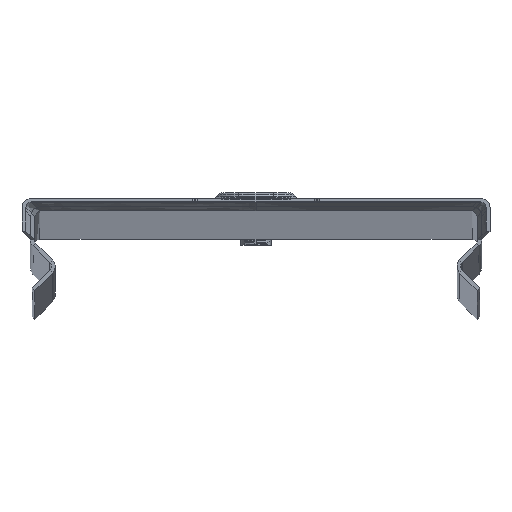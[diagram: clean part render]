
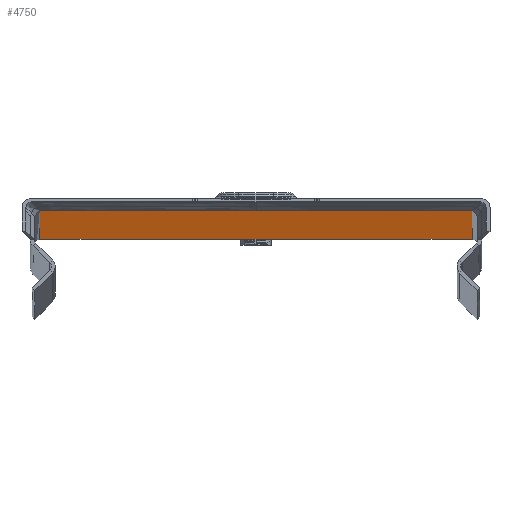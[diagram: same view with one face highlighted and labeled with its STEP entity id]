
A CAD part, top view. The second image highlights one B-rep face of the part: STEP entity #4750.
In plain terms, the highlighted planar face has unit normal (0, -1, 0).
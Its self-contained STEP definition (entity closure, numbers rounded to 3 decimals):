
#51 = EDGE_CURVE ( 'NONE', #4504, #296, #4334, .T. ) ;
#247 = DIRECTION ( 'NONE',  ( 0., 0., -1. ) ) ;
#296 = VERTEX_POINT ( 'NONE', #2956 ) ;
#334 = CARTESIAN_POINT ( 'NONE',  ( 40., 0., -2968.5 ) ) ;
#391 = CARTESIAN_POINT ( 'NONE',  ( 40., 0., -2969. ) ) ;
#505 = EDGE_CURVE ( 'NONE', #2034, #4683, #2673, .T. ) ;
#529 = VERTEX_POINT ( 'NONE', #1932 ) ;
#587 = EDGE_LOOP ( 'NONE', ( #4051, #7778, #7641, #2598, #5399, #5292, #1431, #3356, #2225, #5541, #6503, #3501, #7596 ) ) ;
#636 = LINE ( 'NONE', #2478, #2173 ) ;
#676 = CARTESIAN_POINT ( 'NONE',  ( 10.5, 0., -2969. ) ) ;
#747 = CARTESIAN_POINT ( 'NONE',  ( 40., 0., 0. ) ) ;
#779 = CARTESIAN_POINT ( 'NONE',  ( 39., 0., -2969. ) ) ;
#782 = EDGE_CURVE ( 'NONE', #2513, #5830, #1351, .T. ) ;
#783 = CARTESIAN_POINT ( 'NONE',  ( 11.414, 0., -2968.5 ) ) ;
#837 = CARTESIAN_POINT ( 'NONE',  ( -39., 0., 0. ) ) ;
#839 = DIRECTION ( 'NONE',  ( 1., 0., 0. ) ) ;
#1082 = ORIENTED_EDGE ( 'NONE', *, *, #7979, .T. ) ;
#1087 = VERTEX_POINT ( 'NONE', #6324 ) ;
#1113 = LINE ( 'NONE', #391, #5563 ) ;
#1134 = CIRCLE ( 'NONE', #2002, 0.5 ) ;
#1220 = LINE ( 'NONE', #4409, #5575 ) ;
#1351 = CIRCLE ( 'NONE', #5024, 0.5 ) ;
#1421 = DIRECTION ( 'NONE',  ( 0., 0., 1. ) ) ;
#1431 = ORIENTED_EDGE ( 'NONE', *, *, #5028, .F. ) ;
#1461 = CARTESIAN_POINT ( 'NONE',  ( -11.061, 0., -2968.854 ) ) ;
#1466 = CARTESIAN_POINT ( 'NONE',  ( 40., 0., -2969. ) ) ;
#1626 = CARTESIAN_POINT ( 'NONE',  ( -39., 0., 0. ) ) ;
#1658 = DIRECTION ( 'NONE',  ( 0., 1., 0. ) ) ;
#1787 = EDGE_CURVE ( 'NONE', #5830, #4504, #1220, .T. ) ;
#1903 = DIRECTION ( 'NONE',  ( 0., 1., 0. ) ) ;
#1932 = CARTESIAN_POINT ( 'NONE',  ( -39., 0., -2969. ) ) ;
#1958 = CARTESIAN_POINT ( 'NONE',  ( 0., 0., -2955. ) ) ;
#2002 = AXIS2_PLACEMENT_3D ( 'NONE', #6579, #3172, #2306 ) ;
#2032 = ORIENTED_EDGE ( 'NONE', *, *, #5235, .T. ) ;
#2034 = VERTEX_POINT ( 'NONE', #6420 ) ;
#2151 = CARTESIAN_POINT ( 'NONE',  ( 39., 0., 0. ) ) ;
#2163 = CARTESIAN_POINT ( 'NONE',  ( -39., 0., -2969. ) ) ;
#2173 = VECTOR ( 'NONE', #4104, 1000. ) ;
#2187 = DIRECTION ( 'NONE',  ( 0., 0., -1. ) ) ;
#2225 = ORIENTED_EDGE ( 'NONE', *, *, #5772, .T. ) ;
#2306 = DIRECTION ( 'NONE',  ( 0., 0., -1. ) ) ;
#2416 = VERTEX_POINT ( 'NONE', #5807 ) ;
#2467 = CARTESIAN_POINT ( 'NONE',  ( -10.5, 0., -2969. ) ) ;
#2478 = CARTESIAN_POINT ( 'NONE',  ( -11.207, 0., -2969. ) ) ;
#2513 = VERTEX_POINT ( 'NONE', #4696 ) ;
#2554 = DIRECTION ( 'NONE',  ( 0.707, 0., -0.707 ) ) ;
#2570 = DIRECTION ( 'NONE',  ( -1., 0., 0. ) ) ;
#2598 = ORIENTED_EDGE ( 'NONE', *, *, #7253, .T. ) ;
#2618 = DIRECTION ( 'NONE',  ( 1., 0., 0. ) ) ;
#2665 = AXIS2_PLACEMENT_3D ( 'NONE', #6535, #6508, #247 ) ;
#2673 = CIRCLE ( 'NONE', #4636, 0.5 ) ;
#2696 = EDGE_CURVE ( 'NONE', #6675, #2034, #636, .T. ) ;
#2812 = EDGE_CURVE ( 'NONE', #4017, #6341, #2856, .T. ) ;
#2856 = LINE ( 'NONE', #747, #3841 ) ;
#2956 = CARTESIAN_POINT ( 'NONE',  ( 11.414, 0., -2969. ) ) ;
#2997 = EDGE_CURVE ( 'NONE', #296, #3876, #6425, .T. ) ;
#3003 = VECTOR ( 'NONE', #7032, 1000. ) ;
#3038 = EDGE_CURVE ( 'NONE', #529, #2416, #1113, .T. ) ;
#3154 = CIRCLE ( 'NONE', #5011, 7.3 ) ;
#3172 = DIRECTION ( 'NONE',  ( 0., -1., 0. ) ) ;
#3356 = ORIENTED_EDGE ( 'NONE', *, *, #3038, .T. ) ;
#3440 = CARTESIAN_POINT ( 'NONE',  ( 0., 0., 0. ) ) ;
#3501 = ORIENTED_EDGE ( 'NONE', *, *, #6265, .T. ) ;
#3541 = AXIS2_PLACEMENT_3D ( 'NONE', #1958, #6269, #2570 ) ;
#3841 = VECTOR ( 'NONE', #2618, 1000. ) ;
#3876 = VERTEX_POINT ( 'NONE', #779 ) ;
#3998 = DIRECTION ( 'NONE',  ( 0., 0., 1. ) ) ;
#4017 = VERTEX_POINT ( 'NONE', #837 ) ;
#4051 = ORIENTED_EDGE ( 'NONE', *, *, #1787, .T. ) ;
#4104 = DIRECTION ( 'NONE',  ( 0.707, 0., 0.707 ) ) ;
#4121 = CARTESIAN_POINT ( 'NONE',  ( -10.5, 0., -2968.5 ) ) ;
#4135 = FACE_BOUND ( 'NONE', #7715, .T. ) ;
#4334 = CIRCLE ( 'NONE', #7819, 0.5 ) ;
#4409 = CARTESIAN_POINT ( 'NONE',  ( 11.207, 0., -2969. ) ) ;
#4491 = PLANE ( 'NONE',  #2665 ) ;
#4504 = VERTEX_POINT ( 'NONE', #5768 ) ;
#4636 = AXIS2_PLACEMENT_3D ( 'NONE', #2467, #1903, #3998 ) ;
#4683 = VERTEX_POINT ( 'NONE', #4121 ) ;
#4696 = CARTESIAN_POINT ( 'NONE',  ( 10.5, 0., -2968.5 ) ) ;
#4719 = DIRECTION ( 'NONE',  ( 1., 0., 0. ) ) ;
#4750 = ADVANCED_FACE ( 'NONE', ( #4135, #5489 ), #4491, .T. ) ;
#4905 = VECTOR ( 'NONE', #7721, 1000. ) ;
#4978 = LINE ( 'NONE', #6723, #6121 ) ;
#5011 = AXIS2_PLACEMENT_3D ( 'NONE', #5560, #1658, #6132 ) ;
#5024 = AXIS2_PLACEMENT_3D ( 'NONE', #676, #6461, #6514 ) ;
#5028 = EDGE_CURVE ( 'NONE', #529, #4017, #6746, .T. ) ;
#5091 = DIRECTION ( 'NONE',  ( 0., -1., 0. ) ) ;
#5124 = VECTOR ( 'NONE', #839, 1000. ) ;
#5235 = EDGE_CURVE ( 'NONE', #1087, #6127, #3154, .T. ) ;
#5292 = ORIENTED_EDGE ( 'NONE', *, *, #2812, .F. ) ;
#5399 = ORIENTED_EDGE ( 'NONE', *, *, #6021, .F. ) ;
#5421 = LINE ( 'NONE', #1626, #3003 ) ;
#5489 = FACE_OUTER_BOUND ( 'NONE', #587, .T. ) ;
#5541 = ORIENTED_EDGE ( 'NONE', *, *, #2696, .T. ) ;
#5560 = CARTESIAN_POINT ( 'NONE',  ( 0., 0., -2955. ) ) ;
#5563 = VECTOR ( 'NONE', #4719, 1000. ) ;
#5575 = VECTOR ( 'NONE', #2554, 1000. ) ;
#5622 = CARTESIAN_POINT ( 'NONE',  ( -7.3, 0., -2955. ) ) ;
#5768 = CARTESIAN_POINT ( 'NONE',  ( 11.061, 0., -2968.854 ) ) ;
#5772 = EDGE_CURVE ( 'NONE', #2416, #6675, #1134, .T. ) ;
#5807 = CARTESIAN_POINT ( 'NONE',  ( -11.414, 0., -2969. ) ) ;
#5830 = VERTEX_POINT ( 'NONE', #7895 ) ;
#5947 = CIRCLE ( 'NONE', #3541, 7.3 ) ;
#6021 = EDGE_CURVE ( 'NONE', #6341, #6919, #5421, .T. ) ;
#6121 = VECTOR ( 'NONE', #1421, 1000. ) ;
#6127 = VERTEX_POINT ( 'NONE', #5622 ) ;
#6132 = DIRECTION ( 'NONE',  ( -1., 0., 0. ) ) ;
#6265 = EDGE_CURVE ( 'NONE', #4683, #2513, #7670, .T. ) ;
#6269 = DIRECTION ( 'NONE',  ( 0., 1., 0. ) ) ;
#6324 = CARTESIAN_POINT ( 'NONE',  ( 7.3, 0., -2955. ) ) ;
#6341 = VERTEX_POINT ( 'NONE', #3440 ) ;
#6420 = CARTESIAN_POINT ( 'NONE',  ( -10.854, 0., -2968.646 ) ) ;
#6425 = LINE ( 'NONE', #1466, #5124 ) ;
#6461 = DIRECTION ( 'NONE',  ( 0., 1., 0. ) ) ;
#6503 = ORIENTED_EDGE ( 'NONE', *, *, #505, .T. ) ;
#6508 = DIRECTION ( 'NONE',  ( 0., -1., 0. ) ) ;
#6514 = DIRECTION ( 'NONE',  ( 0., 0., 1. ) ) ;
#6535 = CARTESIAN_POINT ( 'NONE',  ( 40., 0., -2969. ) ) ;
#6579 = CARTESIAN_POINT ( 'NONE',  ( -11.414, 0., -2968.5 ) ) ;
#6675 = VERTEX_POINT ( 'NONE', #1461 ) ;
#6723 = CARTESIAN_POINT ( 'NONE',  ( 39., 0., -2969. ) ) ;
#6746 = LINE ( 'NONE', #2163, #7650 ) ;
#6919 = VERTEX_POINT ( 'NONE', #2151 ) ;
#7032 = DIRECTION ( 'NONE',  ( 1., 0., 0. ) ) ;
#7236 = DIRECTION ( 'NONE',  ( 0., 0., 1. ) ) ;
#7253 = EDGE_CURVE ( 'NONE', #3876, #6919, #4978, .T. ) ;
#7596 = ORIENTED_EDGE ( 'NONE', *, *, #782, .T. ) ;
#7641 = ORIENTED_EDGE ( 'NONE', *, *, #2997, .T. ) ;
#7650 = VECTOR ( 'NONE', #7236, 1000. ) ;
#7670 = LINE ( 'NONE', #334, #4905 ) ;
#7715 = EDGE_LOOP ( 'NONE', ( #1082, #2032 ) ) ;
#7721 = DIRECTION ( 'NONE',  ( 1., 0., 0. ) ) ;
#7778 = ORIENTED_EDGE ( 'NONE', *, *, #51, .T. ) ;
#7819 = AXIS2_PLACEMENT_3D ( 'NONE', #783, #5091, #2187 ) ;
#7895 = CARTESIAN_POINT ( 'NONE',  ( 10.854, 0., -2968.646 ) ) ;
#7979 = EDGE_CURVE ( 'NONE', #6127, #1087, #5947, .T. ) ;
